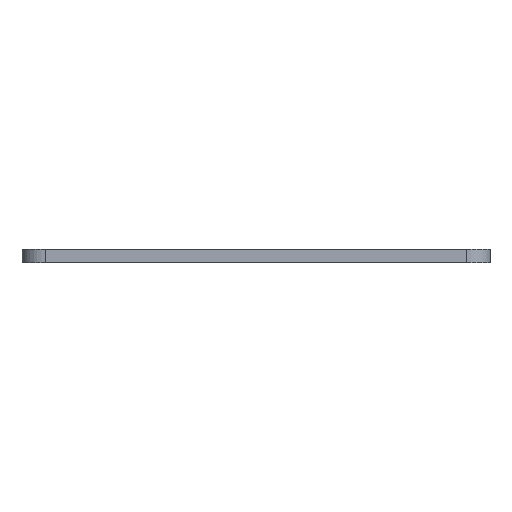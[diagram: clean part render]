
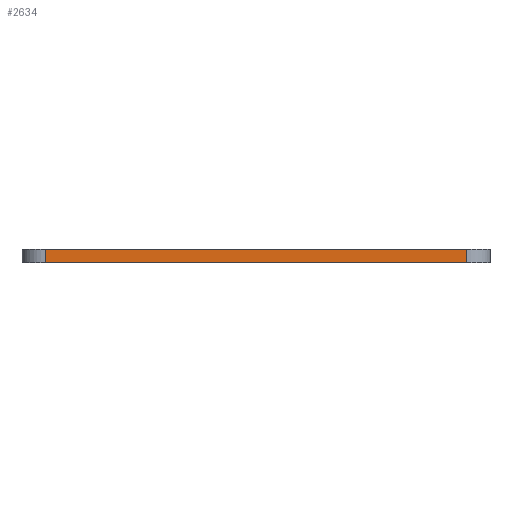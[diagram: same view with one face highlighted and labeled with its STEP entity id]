
A CAD part, front view. The second image highlights one B-rep face of the part: STEP entity #2634.
In plain terms, the highlighted planar face has unit normal (0, -1, 0).
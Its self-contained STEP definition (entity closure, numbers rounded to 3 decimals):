
#94 = VERTEX_POINT('',#95);
#95 = CARTESIAN_POINT('',(-7.49,-84.69,3.));
#102 = EDGE_CURVE('',#103,#94,#105,.T.);
#103 = VERTEX_POINT('',#104);
#104 = CARTESIAN_POINT('',(-7.49,-84.69,0.));
#105 = LINE('',#106,#107);
#106 = CARTESIAN_POINT('',(-7.49,-84.69,0.));
#107 = VECTOR('',#108,1.);
#108 = DIRECTION('',(0.,0.,1.));
#127 = EDGE_CURVE('',#103,#128,#130,.T.);
#128 = VERTEX_POINT('',#129);
#129 = CARTESIAN_POINT('',(83.51,-84.69,0.));
#130 = LINE('',#131,#132);
#131 = CARTESIAN_POINT('',(-7.49,-84.69,0.));
#132 = VECTOR('',#133,1.);
#133 = DIRECTION('',(1.,0.,0.));
#1375 = EDGE_CURVE('',#94,#1376,#1378,.T.);
#1376 = VERTEX_POINT('',#1377);
#1377 = CARTESIAN_POINT('',(83.51,-84.69,3.));
#1378 = LINE('',#1379,#1380);
#1379 = CARTESIAN_POINT('',(-7.49,-84.69,3.));
#1380 = VECTOR('',#1381,1.);
#1381 = DIRECTION('',(1.,0.,0.));
#2634 = ADVANCED_FACE('',(#2635),#2646,.F.);
#2635 = FACE_BOUND('',#2636,.F.);
#2636 = EDGE_LOOP('',(#2637,#2638,#2639,#2645));
#2637 = ORIENTED_EDGE('',*,*,#102,.T.);
#2638 = ORIENTED_EDGE('',*,*,#1375,.T.);
#2639 = ORIENTED_EDGE('',*,*,#2640,.F.);
#2640 = EDGE_CURVE('',#128,#1376,#2641,.T.);
#2641 = LINE('',#2642,#2643);
#2642 = CARTESIAN_POINT('',(83.51,-84.69,0.));
#2643 = VECTOR('',#2644,1.);
#2644 = DIRECTION('',(0.,0.,1.));
#2645 = ORIENTED_EDGE('',*,*,#127,.F.);
#2646 = PLANE('',#2647);
#2647 = AXIS2_PLACEMENT_3D('',#2648,#2649,#2650);
#2648 = CARTESIAN_POINT('',(-7.49,-84.69,0.));
#2649 = DIRECTION('',(0.,1.,0.));
#2650 = DIRECTION('',(1.,0.,0.));
